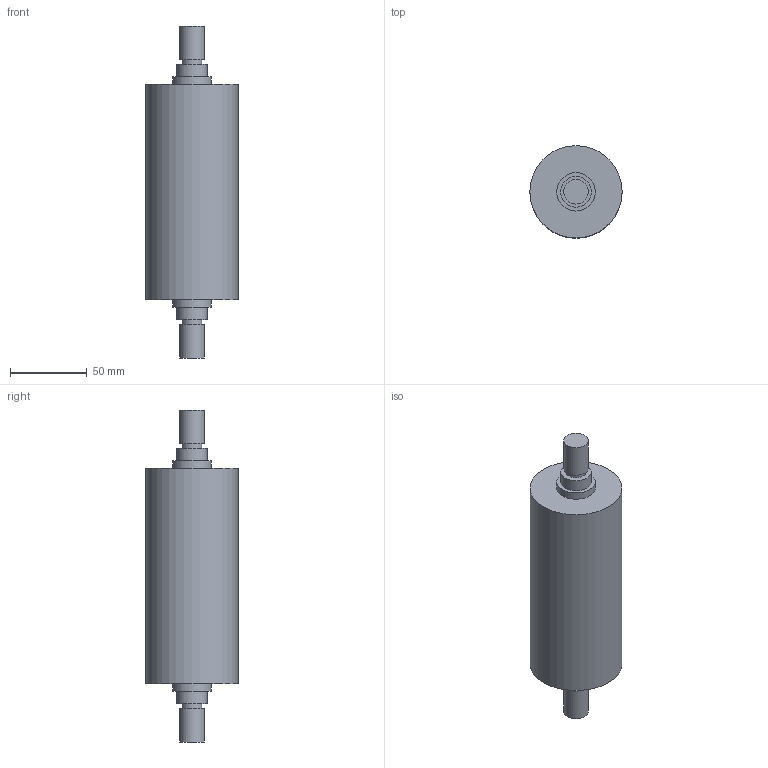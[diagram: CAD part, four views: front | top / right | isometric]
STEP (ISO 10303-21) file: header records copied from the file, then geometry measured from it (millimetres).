
FILE_DESCRIPTION (( 'STEP AP203' ), '1' );
FILE_NAME ('250807 STEP 3-400288-00_2254.STEP', '2025-08-07T05:41:48', ( '' ), ( '' ), 'SwSTEP 2.0', 'SolidWorks 2024', '' );
FILE_SCHEMA (( 'CONFIG_CONTROL_DESIGN' ));
Length unit declared in the file: millimetre
Products named in the file (1): 250807 STEP 3-400288-00_2254
Bounding box: 60 x 60 x 216 mm (x, y, z)
Volume: 415419.1 mm3; surface area: 36565 mm2
Topology: 1 solids, 1 shells, 19 faces, 27 edges, 18 vertices
Faces by surface type: plane 10, cylinder 9
Full cylindrical faces by diameter (mm): 13 x2, 16 x2, 20 x2, 25 x2, 60 x1
Entity records: 451 total; most frequent: DIRECTION 76, CARTESIAN_POINT 56, AXIS2_PLACEMENT_3D 38, EDGE_LOOP 36, ORIENTED_EDGE 36, FACE_OUTER_BOUND 28, ADVANCED_FACE 19, VERTEX_POINT 18
